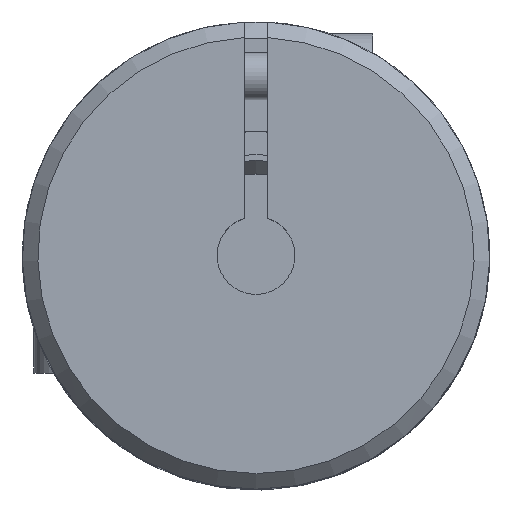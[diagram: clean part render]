
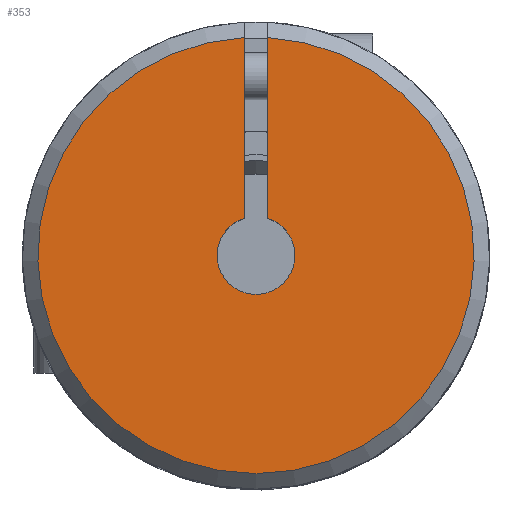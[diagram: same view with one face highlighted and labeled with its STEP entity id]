
A CAD part, top view. The second image highlights one B-rep face of the part: STEP entity #353.
In plain terms, the highlighted face is planar.
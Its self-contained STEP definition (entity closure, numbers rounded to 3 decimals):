
#353 = ADVANCED_FACE( '', ( #742 ), #743, .F. );
#742 = FACE_OUTER_BOUND( '', #1190, .T. );
#743 = PLANE( '', #1191 );
#1190 = EDGE_LOOP( '', ( #1977, #1978, #1979, #1980 ) );
#1191 = AXIS2_PLACEMENT_3D( '', #1981, #1982, #1983 );
#1977 = ORIENTED_EDGE( '', *, *, #2853, .T. );
#1978 = ORIENTED_EDGE( '', *, *, #2765, .T. );
#1979 = ORIENTED_EDGE( '', *, *, #2854, .T. );
#1980 = ORIENTED_EDGE( '', *, *, #2837, .F. );
#1981 = CARTESIAN_POINT( '', ( 0., 0., 0. ) );
#1982 = DIRECTION( '', ( 1., 0., 0. ) );
#1983 = DIRECTION( '', ( 0., 0., -1. ) );
#2765 = EDGE_CURVE( '', #3350, #3348, #3351, .T. );
#2837 = EDGE_CURVE( '', #3458, #3461, #3462, .T. );
#2853 = EDGE_CURVE( '', #3458, #3350, #3483, .T. );
#2854 = EDGE_CURVE( '', #3348, #3461, #3484, .T. );
#3348 = VERTEX_POINT( '', #4300 );
#3350 = VERTEX_POINT( '', #4303 );
#3351 = CIRCLE( '', #4304, 2.5 );
#3458 = VERTEX_POINT( '', #4437 );
#3461 = VERTEX_POINT( '', #4443 );
#3462 = CIRCLE( '', #4444, 14. );
#3483 = LINE( '', #4477, #4478 );
#3484 = LINE( '', #4479, #4480 );
#4300 = CARTESIAN_POINT( '', ( 0., 2.385, -0.75 ) );
#4303 = CARTESIAN_POINT( '', ( 0., 2.385, 0.75 ) );
#4304 = AXIS2_PLACEMENT_3D( '', #5024, #5025, #5026 );
#4437 = CARTESIAN_POINT( '', ( 0., 13.98, 0.75 ) );
#4443 = CARTESIAN_POINT( '', ( 0., 13.98, -0.75 ) );
#4444 = AXIS2_PLACEMENT_3D( '', #5140, #5141, #5142 );
#4477 = CARTESIAN_POINT( '', ( 0., 15.982, 0.75 ) );
#4478 = VECTOR( '', #5158, 1000. );
#4479 = CARTESIAN_POINT( '', ( 0., 2.385, -0.75 ) );
#4480 = VECTOR( '', #5159, 1000. );
#5024 = CARTESIAN_POINT( '', ( 0., 0., 0. ) );
#5025 = DIRECTION( '', ( 1., 0., 0. ) );
#5026 = DIRECTION( '', ( 0., 0., -1. ) );
#5140 = CARTESIAN_POINT( '', ( 0., 0., 0. ) );
#5141 = DIRECTION( '', ( 1., 0., 0. ) );
#5142 = DIRECTION( '', ( 0., 0., -1. ) );
#5158 = DIRECTION( '', ( 0., -1., 0. ) );
#5159 = DIRECTION( '', ( 0., 1., 0. ) );
